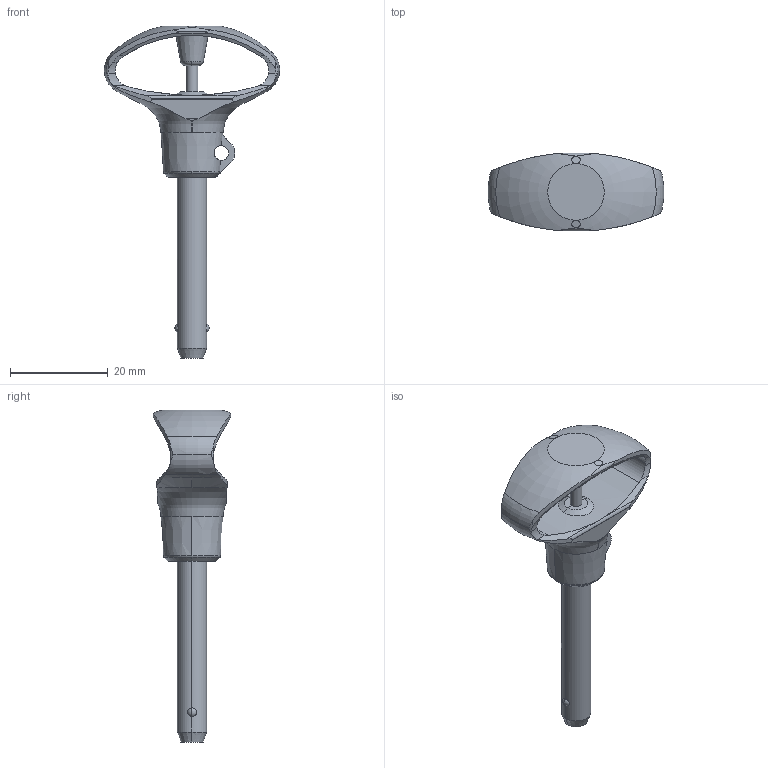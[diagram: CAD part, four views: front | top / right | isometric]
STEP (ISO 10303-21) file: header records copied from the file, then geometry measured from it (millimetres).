
FILE_DESCRIPTION(('STEP AP214'),'1');
FILE_NAME(' ',' ',('TraceParts'),('TraceParts S.A.'),'XStep 1.0',' ',' ');
FILE_SCHEMA(('automotive_design'));
Length unit declared in the file: millimetre
Products named in the file (1): 1
Bounding box: 35.9 x 15.9 x 68 mm (x, y, z)
Volume: 5350.2 mm3; surface area: 3619.8 mm2
Topology: 1 solids, 1 shells, 112 faces, 324 edges, 212 vertices
Faces by surface type: cylinder 50, plane 24, cone 18, torus 16, sphere 4
Entity records: 9053 total; most frequent: CARTESIAN_POINT 2672, STYLED_ITEM 648, PRESENTATION_STYLE_ASSIGNMENT 648, COLOUR_RGB 648, ORIENTED_EDGE 648, DIRECTION 527, EDGE_CURVE 324, CURVE_STYLE 324
